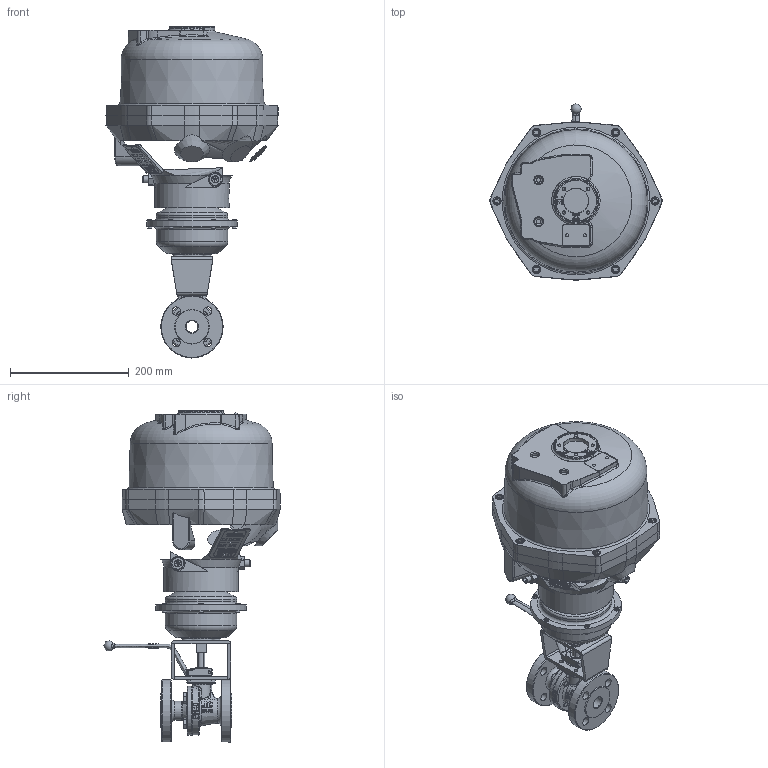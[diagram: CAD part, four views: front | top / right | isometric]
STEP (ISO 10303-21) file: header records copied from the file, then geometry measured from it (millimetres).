
FILE_DESCRIPTION(/* description */ (''),/* implementation_level */ '2;1');
FILE_NAME(/* name */ 'AT3582-020-FQ04.step',/* time_stamp */ '2025-07-28T15:02:03+02:00',/* author */ (''),/* organization */ (''),/* preprocessor_version */ 'ST-DEVELOPER v20.1',/* originating_system */ 'Autodesk Translation Framework v14.10.0.0',/* authorisation */ '');
FILE_SCHEMA (('AUTOMOTIVE_DESIGN { 1 0 10303 214 3 1 1 }'));
Length unit declared in the file: millimetre
Products named in the file (6): AT3582-020-FQ; CD_05482_FR_EN; z250100; Fig.540 DN-020 TYPE B + WRENCH; BrakettF07-05; Reduksjon17-15
Assembly tree (5 placements, depth 3):
  AT3582-020-FQ
    CD_05482_FR_EN
      z250100
    Fig.540 DN-020 TYPE B + WRENCH
    BrakettF07-05
    Reduksjon17-15
Bounding box: 289.91 x 296.48 x 558.44 mm (x, y, z)
Volume: 12574347.2 mm3; surface area: 505435.6 mm2
Topology: 22 solids, 26 shells, 1863 faces, 4503 edges, 2824 vertices
Faces by surface type: plane 927, cylinder 288, bspline 263, cone 238, torus 126, sphere 21
Full cylindrical faces by diameter (mm): 3.1 x2, 3.3 x6, 4 x6, 4.2 x2, 4.5 x6, 5 x12, 5.5 x1, 6 x1, 6.5 x4, 6.8 x4, 7 x6, 8 x1, 8.5 x9, 9.3 x1, 10 x4, 10.5 x1, 11 x4, 12 x7, 12.2 x2, 13 x7, 14 x14, 16 x5, 16.3 x1, 18 x4, 20 x4, 30 x2, 31.623 x1, 32 x2, 35 x1, 38 x2
Entity records: 83157 total; most frequent: CARTESIAN_POINT 41127, ORIENTED_EDGE 8936, DIRECTION 8148, EDGE_CURVE 4468, AXIS2_PLACEMENT_3D 2926, VERTEX_POINT 2824, LINE 2296, VECTOR 2296
